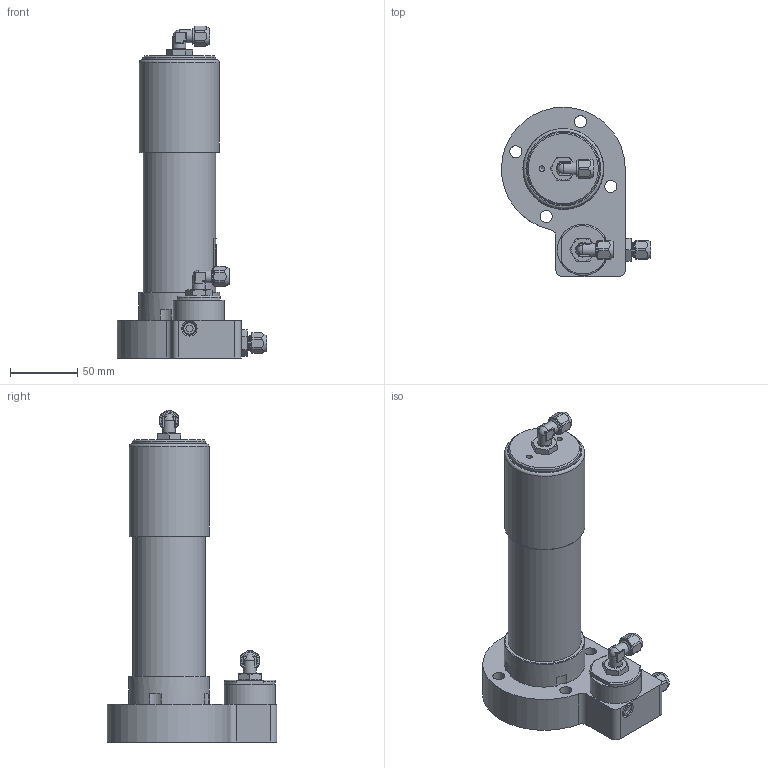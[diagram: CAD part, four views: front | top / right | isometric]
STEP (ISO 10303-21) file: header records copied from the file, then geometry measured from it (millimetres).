
FILE_DESCRIPTION(/* description */ (''),/* implementation_level */ '2;1');
FILE_NAME(/* name */ '00117-36-Dummy.stp',/* time_stamp */ '2021-11-16T14:08:41+01:00',/* author */ ('CAD4'),/* organization */ (''),/* preprocessor_version */ 'ST-DEVELOPER v18.1',/* originating_system */ 'Autodesk Inventor 2022',/* authorisation */ '');
FILE_SCHEMA (('AUTOMOTIVE_DESIGN { 1 0 10303 214 3 1 1 }'));
Length unit declared in the file: millimetre
Products named in the file (23): 00117-36; 40426-76; 40426-75; 70073-06; 40043-82; 80014-28; 40012-05; 40024-71; 40024-70; 40338-23; 40442-15; 80034-11; 80204-90; 80102-28; 80031-23; 40367-71; 40423-87; 40423-86; 40017-09; 80031-42; 80713-01; 80450-08; 00117-36-TS
Assembly tree (27 placements, depth 3):
  00117-36
    40426-76
      40426-75
      70073-06
    40043-82
    80014-28  x2
    40012-05  x2
    40024-71  x2
    40024-70
    40338-23
    40442-15
    80034-11
    80204-90
    80102-28
    80031-23
    40367-71
    40423-87
      40423-86
      40017-09
    80031-42  x2
    80713-01
    80450-08  x2
    00117-36-TS
Bounding box: 110.79 x 126 x 246.65 mm (x, y, z)
Volume: 528095.6 mm3; surface area: 186444.1 mm2
Topology: 25 solids, 25 shells, 666 faces, 2107 edges, 1632 vertices
Faces by surface type: cylinder 281, plane 192, cone 117, torus 53, sphere 22, bspline 1
Full cylindrical faces by diameter (mm): 4 x1, 4.1 x2, 5.2 x3, 6 x3, 6.6 x2, 8.2 x3, 8.376 x2, 9 x4, 9.5 x4, 10 x1, 10.4 x1, 11.445 x2, 11.5 x1, 12 x3, 13 x3, 15 x1, 16 x3, 19 x1, 20 x5, 20.727 x1, 21 x1, 23.077 x1, 24 x1, 25 x1, 25.7 x1, 26.5 x1, 26.918 x1, 27.6 x1, 28 x3, 29.7 x1
Entity records: 28595 total; most frequent: CARTESIAN_POINT 11852, ORIENTED_EDGE 3552, DIRECTION 3071, EDGE_CURVE 1776, VERTEX_POINT 1432, AXIS2_PLACEMENT_3D 1286, EDGE_LOOP 704, CIRCLE 703
